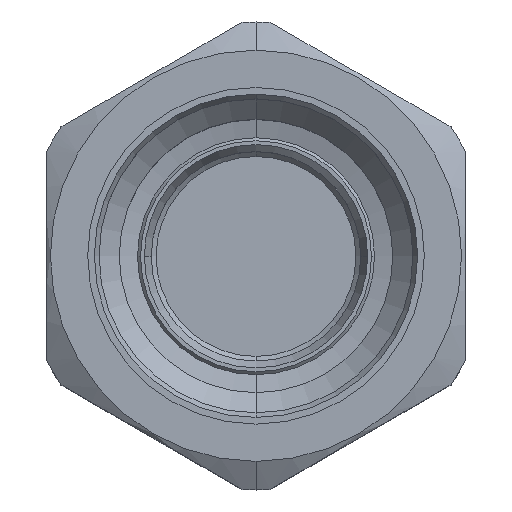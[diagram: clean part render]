
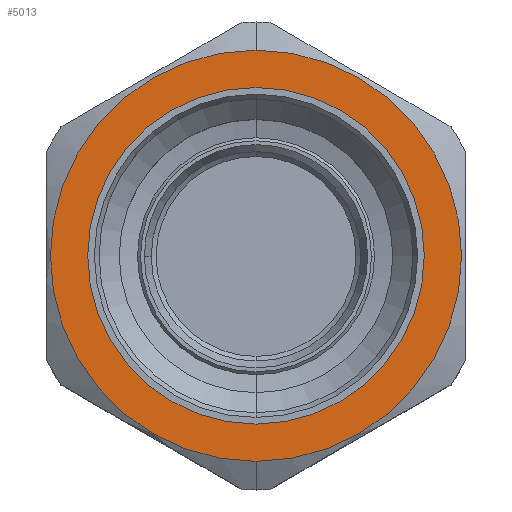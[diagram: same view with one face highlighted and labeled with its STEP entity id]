
A CAD part, top view. The second image highlights one B-rep face of the part: STEP entity #5013.
In plain terms, the highlighted planar face has unit normal (0, 0, 1).
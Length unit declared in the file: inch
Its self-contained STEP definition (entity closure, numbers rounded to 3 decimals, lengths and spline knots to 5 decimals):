
#1000=CARTESIAN_POINT('',(0.,0.,2.313));
#1001=DIRECTION('',(0.,0.,1.));
#1002=DIRECTION('',(0.,-1.,0.));
#1003=AXIS2_PLACEMENT_3D('',#1000,#1001,#1002);
#1005=CARTESIAN_POINT('',(0.,0.,2.313));
#1006=DIRECTION('',(0.,0.,1.));
#1007=DIRECTION('',(0.,1.,0.));
#1008=AXIS2_PLACEMENT_3D('',#1005,#1006,#1007);
#1010=CARTESIAN_POINT('',(0.,0.,2.313));
#1011=DIRECTION('',(0.,0.,1.));
#1012=DIRECTION('',(0.,-1.,0.));
#1013=AXIS2_PLACEMENT_3D('',#1010,#1011,#1012);
#1015=CARTESIAN_POINT('',(0.,0.,2.313));
#1016=DIRECTION('',(0.,0.,1.));
#1017=DIRECTION('',(0.,1.,0.));
#1018=AXIS2_PLACEMENT_3D('',#1015,#1016,#1017);
#3915=CARTESIAN_POINT('',(0.,-0.43,2.313));
#3916=CARTESIAN_POINT('',(0.,0.43,2.313));
#3917=VERTEX_POINT('',#3915);
#3918=VERTEX_POINT('',#3916);
#4019=CARTESIAN_POINT('',(0.,-0.352,2.313));
#4020=CARTESIAN_POINT('',(0.,0.352,2.313));
#4021=VERTEX_POINT('',#4019);
#4022=VERTEX_POINT('',#4020);
#4998=CARTESIAN_POINT('',(0.,0.,2.313));
#4999=DIRECTION('',(0.,0.,1.));
#5000=DIRECTION('',(0.,1.,0.));
#5001=AXIS2_PLACEMENT_3D('',#4998,#4999,#5000);
#5002=PLANE('',#5001);
#5003=ORIENTED_EDGE('',*,*,#4961,.F.);
#5004=ORIENTED_EDGE('',*,*,#4987,.F.);
#5005=EDGE_LOOP('',(#5003,#5004));
#5006=FACE_OUTER_BOUND('',#5005,.F.);
#5008=ORIENTED_EDGE('',*,*,#5007,.T.);
#5010=ORIENTED_EDGE('',*,*,#5009,.T.);
#5011=EDGE_LOOP('',(#5008,#5010));
#5012=FACE_BOUND('',#5011,.F.);
#5013=ADVANCED_FACE('',(#5006,#5012),#5002,.T.);
#1004=CIRCLE('',#1003,0.43);
#1009=CIRCLE('',#1008,0.43);
#1014=CIRCLE('',#1013,0.352);
#1019=CIRCLE('',#1018,0.352);
#4961=EDGE_CURVE('',#3917,#3918,#1004,.T.);
#4987=EDGE_CURVE('',#3918,#3917,#1009,.T.);
#5007=EDGE_CURVE('',#4021,#4022,#1014,.T.);
#5009=EDGE_CURVE('',#4022,#4021,#1019,.T.);
